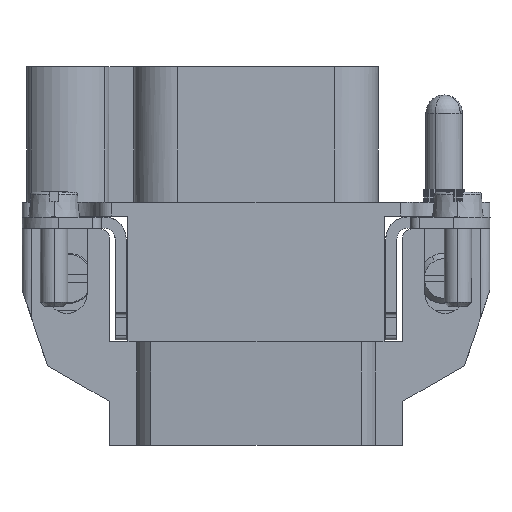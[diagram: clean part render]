
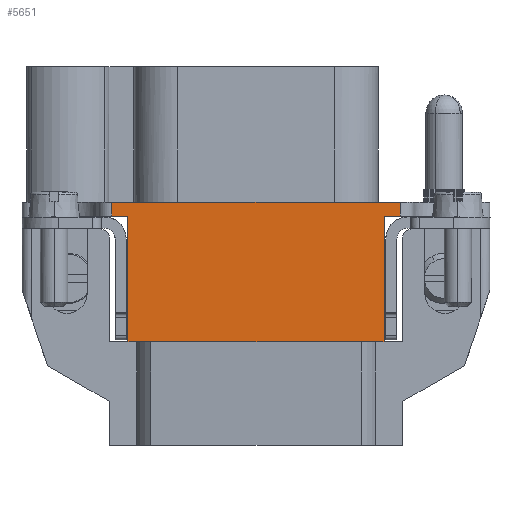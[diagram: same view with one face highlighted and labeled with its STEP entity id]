
A CAD part, left-side view. The second image highlights one B-rep face of the part: STEP entity #5651.
In plain terms, the highlighted planar face has unit normal (-1, 0, 0).
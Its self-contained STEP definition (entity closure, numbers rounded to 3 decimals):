
#5592=AXIS2_PLACEMENT_3D('Plane Axis2P3D',#5589,#5590,#5591) ;
#2864=CARTESIAN_POINT('Vertex',(0.,41.2,26.5)) ;
#2867=CARTESIAN_POINT('Line Origine',(0.,25.5,26.5)) ;
#2871=CARTESIAN_POINT('Vertex',(0.,9.8,26.5)) ;
#4732=CARTESIAN_POINT('Vertex',(0.,39.45,25.)) ;
#4735=CARTESIAN_POINT('Line Origine',(0.,40.325,25.)) ;
#4739=CARTESIAN_POINT('Vertex',(0.,41.2,25.)) ;
#5573=CARTESIAN_POINT('Vertex',(0.,9.8,25.)) ;
#5576=CARTESIAN_POINT('Line Origine',(0.,9.8,41.3)) ;
#5589=CARTESIAN_POINT('Axis2P3D Location',(0.,41.2,41.3)) ;
#5594=CARTESIAN_POINT('Line Origine',(0.,25.5,11.3)) ;
#5598=CARTESIAN_POINT('Vertex',(0.,36.95,11.3)) ;
#5600=CARTESIAN_POINT('Vertex',(0.,14.05,11.3)) ;
#5603=CARTESIAN_POINT('Line Origine',(0.,12.8,11.3)) ;
#5607=CARTESIAN_POINT('Vertex',(0.,11.55,11.3)) ;
#5610=CARTESIAN_POINT('Line Origine',(0.,11.55,18.15)) ;
#5614=CARTESIAN_POINT('Vertex',(0.,11.55,25.)) ;
#5617=CARTESIAN_POINT('Line Origine',(0.,10.675,25.)) ;
#5622=CARTESIAN_POINT('Line Origine',(0.,41.2,25.75)) ;
#5627=CARTESIAN_POINT('Line Origine',(0.,39.45,18.15)) ;
#5631=CARTESIAN_POINT('Vertex',(0.,39.45,11.3)) ;
#5634=CARTESIAN_POINT('Line Origine',(0.,38.2,11.3)) ;
#2868=DIRECTION('Vector Direction',(0.,1.,0.)) ;
#4736=DIRECTION('Vector Direction',(0.,-1.,0.)) ;
#5577=DIRECTION('Vector Direction',(0.,0.,1.)) ;
#5590=DIRECTION('Axis2P3D Direction',(-1.,0.,0.)) ;
#5591=DIRECTION('Axis2P3D XDirection',(0.,1.,0.)) ;
#5595=DIRECTION('Vector Direction',(0.,-1.,0.)) ;
#5604=DIRECTION('Vector Direction',(0.,-1.,0.)) ;
#5611=DIRECTION('Vector Direction',(0.,0.,-1.)) ;
#5618=DIRECTION('Vector Direction',(0.,-1.,0.)) ;
#5623=DIRECTION('Vector Direction',(0.,0.,-1.)) ;
#5628=DIRECTION('Vector Direction',(0.,0.,-1.)) ;
#5635=DIRECTION('Vector Direction',(0.,-1.,0.)) ;
#2869=VECTOR('Line Direction',#2868,1.) ;
#4737=VECTOR('Line Direction',#4736,1.) ;
#5578=VECTOR('Line Direction',#5577,1.) ;
#5596=VECTOR('Line Direction',#5595,1.) ;
#5605=VECTOR('Line Direction',#5604,1.) ;
#5612=VECTOR('Line Direction',#5611,1.) ;
#5619=VECTOR('Line Direction',#5618,1.) ;
#5624=VECTOR('Line Direction',#5623,1.) ;
#5629=VECTOR('Line Direction',#5628,1.) ;
#5636=VECTOR('Line Direction',#5635,1.) ;
#5640=ORIENTED_EDGE('',*,*,#5602,.T.) ;
#5641=ORIENTED_EDGE('',*,*,#5609,.T.) ;
#5642=ORIENTED_EDGE('',*,*,#5616,.F.) ;
#5643=ORIENTED_EDGE('',*,*,#5621,.T.) ;
#5644=ORIENTED_EDGE('',*,*,#5580,.F.) ;
#5645=ORIENTED_EDGE('',*,*,#2873,.T.) ;
#5646=ORIENTED_EDGE('',*,*,#5626,.T.) ;
#5647=ORIENTED_EDGE('',*,*,#4741,.T.) ;
#5648=ORIENTED_EDGE('',*,*,#5633,.T.) ;
#5649=ORIENTED_EDGE('',*,*,#5638,.T.) ;
#5651=ADVANCED_FACE('Brep With Voids',(#5650),#5593,.T.) ;
#2873=EDGE_CURVE('',#2872,#2865,#2870,.T.) ;
#4741=EDGE_CURVE('',#4740,#4733,#4738,.T.) ;
#5580=EDGE_CURVE('',#2872,#5574,#5579,.F.) ;
#5602=EDGE_CURVE('',#5599,#5601,#5597,.T.) ;
#5609=EDGE_CURVE('',#5601,#5608,#5606,.T.) ;
#5616=EDGE_CURVE('',#5615,#5608,#5613,.T.) ;
#5621=EDGE_CURVE('',#5615,#5574,#5620,.T.) ;
#5626=EDGE_CURVE('',#2865,#4740,#5625,.T.) ;
#5633=EDGE_CURVE('',#4733,#5632,#5630,.T.) ;
#5638=EDGE_CURVE('',#5632,#5599,#5637,.T.) ;
#5639=EDGE_LOOP('',(#5640,#5641,#5642,#5643,#5644,#5645,#5646,#5647,#5648,#5649)) ;
#5650=FACE_OUTER_BOUND('',#5639,.T.) ;
#2870=LINE('Line',#2867,#2869) ;
#4738=LINE('Line',#4735,#4737) ;
#5579=LINE('Line',#5576,#5578) ;
#5597=LINE('Line',#5594,#5596) ;
#5606=LINE('Line',#5603,#5605) ;
#5613=LINE('Line',#5610,#5612) ;
#5620=LINE('Line',#5617,#5619) ;
#5625=LINE('Line',#5622,#5624) ;
#5630=LINE('Line',#5627,#5629) ;
#5637=LINE('Line',#5634,#5636) ;
#5593=PLANE('',#5592) ;
#2865=VERTEX_POINT('',#2864) ;
#2872=VERTEX_POINT('',#2871) ;
#4733=VERTEX_POINT('',#4732) ;
#4740=VERTEX_POINT('',#4739) ;
#5574=VERTEX_POINT('',#5573) ;
#5599=VERTEX_POINT('',#5598) ;
#5601=VERTEX_POINT('',#5600) ;
#5608=VERTEX_POINT('',#5607) ;
#5615=VERTEX_POINT('',#5614) ;
#5632=VERTEX_POINT('',#5631) ;
